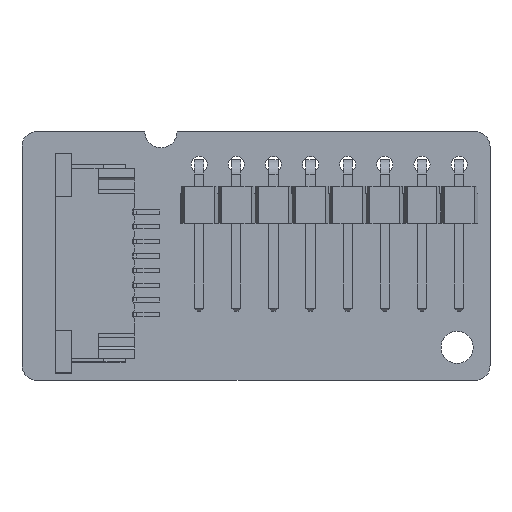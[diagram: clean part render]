
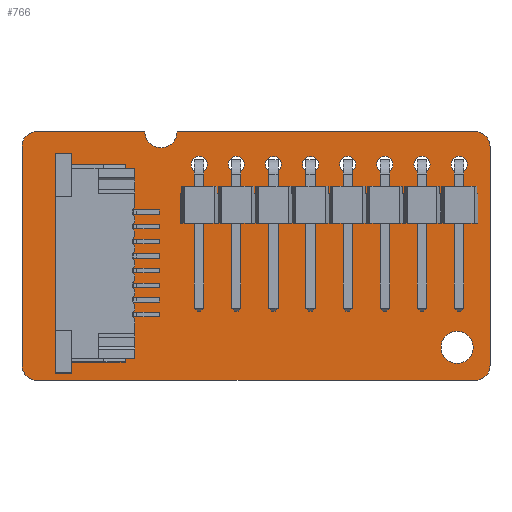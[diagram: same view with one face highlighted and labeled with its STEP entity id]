
A CAD part, top view. The second image highlights one B-rep face of the part: STEP entity #766.
In plain terms, the highlighted planar face has unit normal (0, 0, 1).
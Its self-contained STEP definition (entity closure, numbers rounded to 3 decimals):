
#77 = VERTEX_POINT('',#78);
#78 = CARTESIAN_POINT('',(0.,1.004,1.59)
  );
#84 = EDGE_CURVE('',#77,#85,#87,.T.);
#85 = VERTEX_POINT('',#86);
#86 = CARTESIAN_POINT('',(0.,16.004,1.59)
  );
#87 = LINE('',#88,#89);
#88 = CARTESIAN_POINT('',(0.,1.004,1.59));
#89 = VECTOR('',#90,1.);
#90 = DIRECTION('',(0.,1.,0.));
#115 = EDGE_CURVE('',#85,#116,#118,.T.);
#116 = VERTEX_POINT('',#117);
#117 = CARTESIAN_POINT('',(1.,17.004,1.59));
#118 = CIRCLE('',#119,1.);
#119 = AXIS2_PLACEMENT_3D('',#120,#121,#122);
#120 = CARTESIAN_POINT('',(1.,16.004,1.59));
#121 = DIRECTION('',(0.,0.,-1.));
#122 = DIRECTION('',(-1.,0.,0.));
#148 = EDGE_CURVE('',#116,#149,#151,.T.);
#149 = VERTEX_POINT('',#150);
#150 = CARTESIAN_POINT('',(8.4,17.003,1.59));
#151 = LINE('',#152,#153);
#152 = CARTESIAN_POINT('',(1.,17.004,1.59));
#153 = VECTOR('',#154,1.);
#154 = DIRECTION('',(1.,0.,0.));
#179 = EDGE_CURVE('',#149,#180,#182,.T.);
#180 = VERTEX_POINT('',#181);
#181 = CARTESIAN_POINT('',(10.6,17.,1.59));
#182 = CIRCLE('',#183,1.1);
#183 = AXIS2_PLACEMENT_3D('',#184,#185,#186);
#184 = CARTESIAN_POINT('',(9.5,17.,1.59));
#185 = DIRECTION('',(0.,0.,1.));
#186 = DIRECTION('',(1.,0.,0.));
#212 = EDGE_CURVE('',#180,#213,#215,.T.);
#213 = VERTEX_POINT('',#214);
#214 = CARTESIAN_POINT('',(10.6,17.003,1.59));
#215 = CIRCLE('',#216,1.1);
#216 = AXIS2_PLACEMENT_3D('',#217,#218,#219);
#217 = CARTESIAN_POINT('',(9.5,17.,1.59));
#218 = DIRECTION('',(0.,0.,1.));
#219 = DIRECTION('',(1.,0.,0.));
#245 = EDGE_CURVE('',#213,#246,#248,.T.);
#246 = VERTEX_POINT('',#247);
#247 = CARTESIAN_POINT('',(30.996,17.,1.59));
#248 = LINE('',#249,#250);
#249 = CARTESIAN_POINT('',(1.,17.004,1.59));
#250 = VECTOR('',#251,1.);
#251 = DIRECTION('',(1.,0.,0.));
#276 = EDGE_CURVE('',#246,#277,#279,.T.);
#277 = VERTEX_POINT('',#278);
#278 = CARTESIAN_POINT('',(32.,16.,1.59));
#279 = CIRCLE('',#280,1.007);
#280 = AXIS2_PLACEMENT_3D('',#281,#282,#283);
#281 = CARTESIAN_POINT('',(30.993,15.993,1.59));
#282 = DIRECTION('',(0.,0.,-1.));
#283 = DIRECTION('',(0.003,1.,0.));
#309 = EDGE_CURVE('',#277,#310,#312,.T.);
#310 = VERTEX_POINT('',#311);
#311 = CARTESIAN_POINT('',(32.,1.,1.59));
#312 = LINE('',#313,#314);
#313 = CARTESIAN_POINT('',(32.,16.,1.59));
#314 = VECTOR('',#315,1.);
#315 = DIRECTION('',(0.,-1.,0.));
#340 = EDGE_CURVE('',#310,#341,#343,.T.);
#341 = VERTEX_POINT('',#342);
#342 = CARTESIAN_POINT('',(31.,0.,1.59));
#343 = CIRCLE('',#344,1.);
#344 = AXIS2_PLACEMENT_3D('',#345,#346,#347);
#345 = CARTESIAN_POINT('',(31.,1.,1.59));
#346 = DIRECTION('',(0.,0.,-1.));
#347 = DIRECTION('',(1.,0.,0.));
#373 = EDGE_CURVE('',#341,#374,#376,.T.);
#374 = VERTEX_POINT('',#375);
#375 = CARTESIAN_POINT('',(1.004,0.004,1.59)
  );
#376 = LINE('',#377,#378);
#377 = CARTESIAN_POINT('',(31.,0.,1.59));
#378 = VECTOR('',#379,1.);
#379 = DIRECTION('',(-1.,0.,0.));
#404 = EDGE_CURVE('',#374,#77,#405,.T.);
#405 = CIRCLE('',#406,1.007);
#406 = AXIS2_PLACEMENT_3D('',#407,#408,#409);
#407 = CARTESIAN_POINT('',(1.007,1.011,1.59));
#408 = DIRECTION('',(0.,0.,-1.));
#409 = DIRECTION('',(-0.003,-1.,0.));
#430 = VERTEX_POINT('',#431);
#431 = CARTESIAN_POINT('',(30.85,2.25,1.59));
#437 = EDGE_CURVE('',#430,#430,#438,.T.);
#438 = CIRCLE('',#439,1.1);
#439 = AXIS2_PLACEMENT_3D('',#440,#441,#442);
#440 = CARTESIAN_POINT('',(29.75,2.25,1.59));
#441 = DIRECTION('',(0.,0.,1.));
#442 = DIRECTION('',(1.,0.,0.));
#463 = VERTEX_POINT('',#464);
#464 = CARTESIAN_POINT('',(27.9,14.77,1.59));
#470 = EDGE_CURVE('',#463,#463,#471,.T.);
#471 = CIRCLE('',#472,0.55);
#472 = AXIS2_PLACEMENT_3D('',#473,#474,#475);
#473 = CARTESIAN_POINT('',(27.35,14.77,1.59));
#474 = DIRECTION('',(0.,0.,1.));
#475 = DIRECTION('',(1.,0.,0.));
#496 = VERTEX_POINT('',#497);
#497 = CARTESIAN_POINT('',(30.44,14.77,1.59));
#503 = EDGE_CURVE('',#496,#496,#504,.T.);
#504 = CIRCLE('',#505,0.55);
#505 = AXIS2_PLACEMENT_3D('',#506,#507,#508);
#506 = CARTESIAN_POINT('',(29.89,14.77,1.59));
#507 = DIRECTION('',(0.,0.,1.));
#508 = DIRECTION('',(1.,0.,0.));
#529 = VERTEX_POINT('',#530);
#530 = CARTESIAN_POINT('',(12.66,14.77,1.59));
#536 = EDGE_CURVE('',#529,#529,#537,.T.);
#537 = CIRCLE('',#538,0.55);
#538 = AXIS2_PLACEMENT_3D('',#539,#540,#541);
#539 = CARTESIAN_POINT('',(12.11,14.77,1.59));
#540 = DIRECTION('',(0.,0.,1.));
#541 = DIRECTION('',(1.,0.,0.));
#562 = VERTEX_POINT('',#563);
#563 = CARTESIAN_POINT('',(15.2,14.77,1.59));
#569 = EDGE_CURVE('',#562,#562,#570,.T.);
#570 = CIRCLE('',#571,0.55);
#571 = AXIS2_PLACEMENT_3D('',#572,#573,#574);
#572 = CARTESIAN_POINT('',(14.65,14.77,1.59));
#573 = DIRECTION('',(0.,0.,1.));
#574 = DIRECTION('',(1.,0.,0.));
#595 = VERTEX_POINT('',#596);
#596 = CARTESIAN_POINT('',(22.82,14.77,1.59));
#602 = EDGE_CURVE('',#595,#595,#603,.T.);
#603 = CIRCLE('',#604,0.55);
#604 = AXIS2_PLACEMENT_3D('',#605,#606,#607);
#605 = CARTESIAN_POINT('',(22.27,14.77,1.59));
#606 = DIRECTION('',(0.,0.,1.));
#607 = DIRECTION('',(1.,0.,0.));
#628 = VERTEX_POINT('',#629);
#629 = CARTESIAN_POINT('',(20.28,14.77,1.59));
#635 = EDGE_CURVE('',#628,#628,#636,.T.);
#636 = CIRCLE('',#637,0.55);
#637 = AXIS2_PLACEMENT_3D('',#638,#639,#640);
#638 = CARTESIAN_POINT('',(19.73,14.77,1.59));
#639 = DIRECTION('',(0.,0.,1.));
#640 = DIRECTION('',(1.,0.,0.));
#661 = VERTEX_POINT('',#662);
#662 = CARTESIAN_POINT('',(17.74,14.77,1.59));
#668 = EDGE_CURVE('',#661,#661,#669,.T.);
#669 = CIRCLE('',#670,0.55);
#670 = AXIS2_PLACEMENT_3D('',#671,#672,#673);
#671 = CARTESIAN_POINT('',(17.19,14.77,1.59));
#672 = DIRECTION('',(0.,0.,1.));
#673 = DIRECTION('',(1.,0.,0.));
#694 = VERTEX_POINT('',#695);
#695 = CARTESIAN_POINT('',(25.36,14.77,1.59));
#701 = EDGE_CURVE('',#694,#694,#702,.T.);
#702 = CIRCLE('',#703,0.55);
#703 = AXIS2_PLACEMENT_3D('',#704,#705,#706);
#704 = CARTESIAN_POINT('',(24.81,14.77,1.59));
#705 = DIRECTION('',(0.,0.,1.));
#706 = DIRECTION('',(1.,0.,0.));
#766 = ADVANCED_FACE('',(#767,#780,#783,#786,#789,#792,#795,#798,#801,
    #804),#807,.T.);
#767 = FACE_BOUND('',#768,.T.);
#768 = EDGE_LOOP('',(#769,#770,#771,#772,#773,#774,#775,#776,#777,#778,
    #779));
#769 = ORIENTED_EDGE('',*,*,#84,.F.);
#770 = ORIENTED_EDGE('',*,*,#404,.F.);
#771 = ORIENTED_EDGE('',*,*,#373,.F.);
#772 = ORIENTED_EDGE('',*,*,#340,.F.);
#773 = ORIENTED_EDGE('',*,*,#309,.F.);
#774 = ORIENTED_EDGE('',*,*,#276,.F.);
#775 = ORIENTED_EDGE('',*,*,#245,.F.);
#776 = ORIENTED_EDGE('',*,*,#212,.F.);
#777 = ORIENTED_EDGE('',*,*,#179,.F.);
#778 = ORIENTED_EDGE('',*,*,#148,.F.);
#779 = ORIENTED_EDGE('',*,*,#115,.F.);
#780 = FACE_BOUND('',#781,.T.);
#781 = EDGE_LOOP('',(#782));
#782 = ORIENTED_EDGE('',*,*,#437,.F.);
#783 = FACE_BOUND('',#784,.T.);
#784 = EDGE_LOOP('',(#785));
#785 = ORIENTED_EDGE('',*,*,#470,.F.);
#786 = FACE_BOUND('',#787,.T.);
#787 = EDGE_LOOP('',(#788));
#788 = ORIENTED_EDGE('',*,*,#503,.F.);
#789 = FACE_BOUND('',#790,.T.);
#790 = EDGE_LOOP('',(#791));
#791 = ORIENTED_EDGE('',*,*,#536,.F.);
#792 = FACE_BOUND('',#793,.T.);
#793 = EDGE_LOOP('',(#794));
#794 = ORIENTED_EDGE('',*,*,#569,.F.);
#795 = FACE_BOUND('',#796,.T.);
#796 = EDGE_LOOP('',(#797));
#797 = ORIENTED_EDGE('',*,*,#602,.F.);
#798 = FACE_BOUND('',#799,.T.);
#799 = EDGE_LOOP('',(#800));
#800 = ORIENTED_EDGE('',*,*,#635,.F.);
#801 = FACE_BOUND('',#802,.T.);
#802 = EDGE_LOOP('',(#803));
#803 = ORIENTED_EDGE('',*,*,#668,.F.);
#804 = FACE_BOUND('',#805,.T.);
#805 = EDGE_LOOP('',(#806));
#806 = ORIENTED_EDGE('',*,*,#701,.F.);
#807 = PLANE('',#808);
#808 = AXIS2_PLACEMENT_3D('',#809,#810,#811);
#809 = CARTESIAN_POINT('',(0.,1.004,1.59));
#810 = DIRECTION('',(0.,0.,1.));
#811 = DIRECTION('',(1.,0.,0.));
